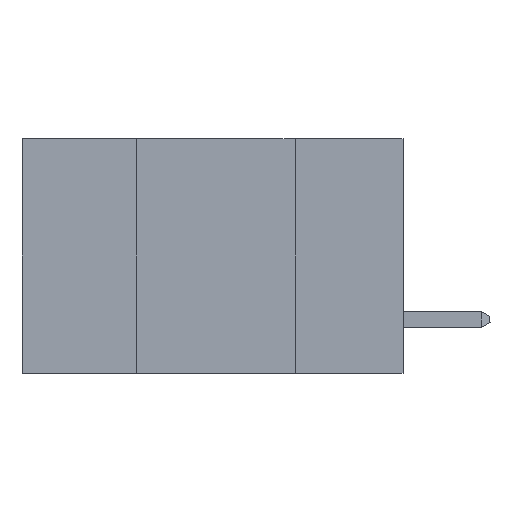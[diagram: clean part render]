
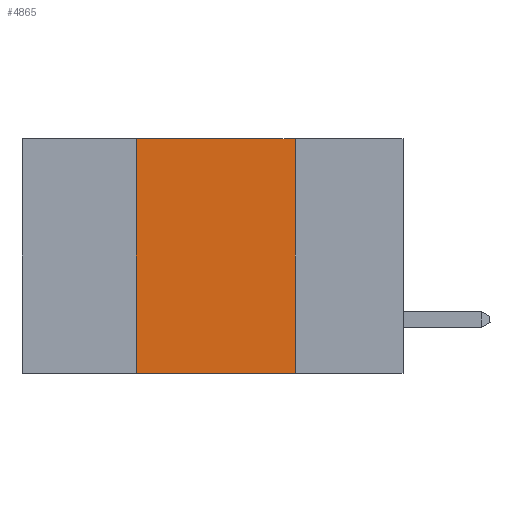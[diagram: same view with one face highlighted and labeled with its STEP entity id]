
A CAD part, left-side view. The second image highlights one B-rep face of the part: STEP entity #4865.
In plain terms, the highlighted planar face has unit normal (-1, 0, 0).
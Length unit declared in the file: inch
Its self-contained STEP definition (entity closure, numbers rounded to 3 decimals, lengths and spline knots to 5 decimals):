
#984 = DIRECTION ( 'NONE',  ( 0., 0., 1. ) ) ;
#1858 = LINE ( 'NONE', #13415, #17704 ) ;
#3419 = AXIS2_PLACEMENT_3D ( 'NONE', #22629, #20730, #8306 ) ;
#3691 = EDGE_LOOP ( 'NONE', ( #19951, #14883, #11210, #18559 ) ) ;
#4006 = CARTESIAN_POINT ( 'NONE',  ( 0., 0.6, -0.37 ) ) ;
#4277 = CARTESIAN_POINT ( 'NONE',  ( 0., 0.17, 0. ) ) ;
#4641 = VERTEX_POINT ( 'NONE', #9872 ) ;
#4724 = VECTOR ( 'NONE', #20719, 39.37008 ) ;
#4865 = ADVANCED_FACE ( 'NONE', ( #17191 ), #16244, .F. ) ;
#5381 = LINE ( 'NONE', #4006, #4724 ) ;
#7245 = EDGE_CURVE ( 'NONE', #4641, #26389, #5381, .T. ) ;
#8306 = DIRECTION ( 'NONE',  ( 0., 0., -1. ) ) ;
#9872 = CARTESIAN_POINT ( 'NONE',  ( 0., 0.42, -0.37 ) ) ;
#10889 = VECTOR ( 'NONE', #20403, 39.37008 ) ;
#11210 = ORIENTED_EDGE ( 'NONE', *, *, #11375, .F. ) ;
#11375 = EDGE_CURVE ( 'NONE', #4641, #24781, #1858, .T. ) ;
#11606 = EDGE_CURVE ( 'NONE', #13138, #26389, #15110, .T. ) ;
#11660 = VECTOR ( 'NONE', #20630, 39.37008 ) ;
#13138 = VERTEX_POINT ( 'NONE', #4277 ) ;
#13415 = CARTESIAN_POINT ( 'NONE',  ( 0., 0.42, 0. ) ) ;
#14172 = CARTESIAN_POINT ( 'NONE',  ( 0., 0.17, 0. ) ) ;
#14570 = LINE ( 'NONE', #26728, #11660 ) ;
#14883 = ORIENTED_EDGE ( 'NONE', *, *, #22076, .F. ) ;
#15110 = LINE ( 'NONE', #14172, #10889 ) ;
#15230 = CARTESIAN_POINT ( 'NONE',  ( 0., 0.42, 0. ) ) ;
#16244 = PLANE ( 'NONE',  #3419 ) ;
#17191 = FACE_OUTER_BOUND ( 'NONE', #3691, .T. ) ;
#17704 = VECTOR ( 'NONE', #984, 39.37008 ) ;
#18559 = ORIENTED_EDGE ( 'NONE', *, *, #7245, .T. ) ;
#19951 = ORIENTED_EDGE ( 'NONE', *, *, #11606, .F. ) ;
#20403 = DIRECTION ( 'NONE',  ( 0., 0., -1. ) ) ;
#20630 = DIRECTION ( 'NONE',  ( 0., -1., 0. ) ) ;
#20719 = DIRECTION ( 'NONE',  ( 0., -1., 0. ) ) ;
#20730 = DIRECTION ( 'NONE',  ( 1., 0., 0. ) ) ;
#20999 = CARTESIAN_POINT ( 'NONE',  ( 0., 0.17, -0.37 ) ) ;
#22076 = EDGE_CURVE ( 'NONE', #24781, #13138, #14570, .T. ) ;
#22629 = CARTESIAN_POINT ( 'NONE',  ( 0., 0.6, 0. ) ) ;
#24781 = VERTEX_POINT ( 'NONE', #15230 ) ;
#26389 = VERTEX_POINT ( 'NONE', #20999 ) ;
#26728 = CARTESIAN_POINT ( 'NONE',  ( 0., 0.6, 0. ) ) ;
